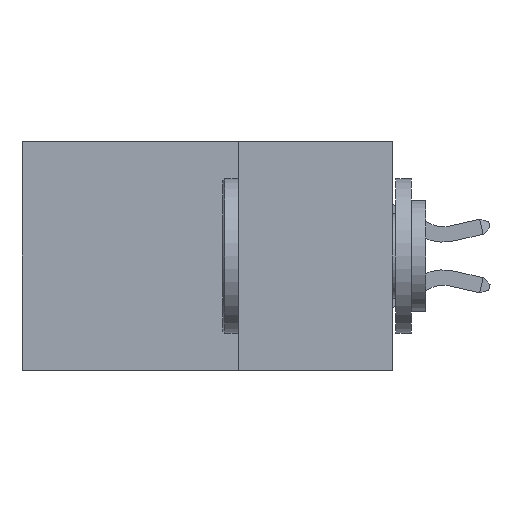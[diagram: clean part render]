
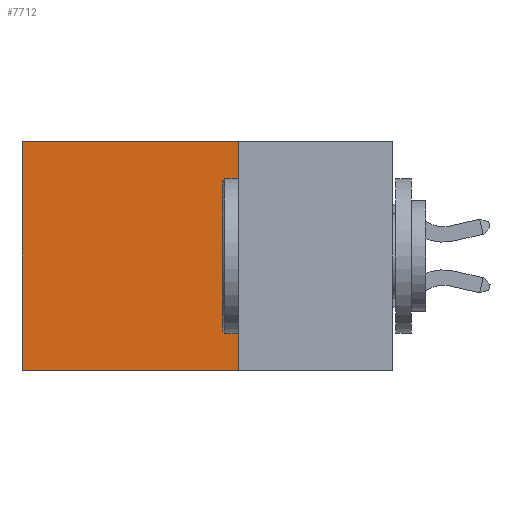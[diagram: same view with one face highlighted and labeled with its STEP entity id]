
A CAD part, left-side view. The second image highlights one B-rep face of the part: STEP entity #7712.
In plain terms, the highlighted planar face has unit normal (-1, 0, 0).
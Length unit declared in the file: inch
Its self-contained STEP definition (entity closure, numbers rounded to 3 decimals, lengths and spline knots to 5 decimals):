
#232 = AXIS2_PLACEMENT_3D ( 'NONE', #17520, #19111, #9339 ) ;
#255 = LINE ( 'NONE', #3623, #4824 ) ;
#1164 = CARTESIAN_POINT ( 'NONE',  ( 0.2875, 0.25, -0.37 ) ) ;
#1211 = VERTEX_POINT ( 'NONE', #10248 ) ;
#1632 = EDGE_CURVE ( 'NONE', #8572, #1211, #20793, .T. ) ;
#1987 = DIRECTION ( 'NONE',  ( 0., 1., 0. ) ) ;
#2870 = ORIENTED_EDGE ( 'NONE', *, *, #9313, .T. ) ;
#3623 = CARTESIAN_POINT ( 'NONE',  ( 0.2875, 0.6, 0. ) ) ;
#4824 = VECTOR ( 'NONE', #16838, 39.37008 ) ;
#5659 = DIRECTION ( 'NONE',  ( 0., 0., -1. ) ) ;
#7712 = ADVANCED_FACE ( 'NONE', ( #7916 ), #12606, .F. ) ;
#7916 = FACE_OUTER_BOUND ( 'NONE', #17311, .T. ) ;
#8043 = CARTESIAN_POINT ( 'NONE',  ( 0.2875, 0.25, 0. ) ) ;
#8572 = VERTEX_POINT ( 'NONE', #1164 ) ;
#8878 = ORIENTED_EDGE ( 'NONE', *, *, #1632, .F. ) ;
#9119 = ORIENTED_EDGE ( 'NONE', *, *, #20833, .T. ) ;
#9313 = EDGE_CURVE ( 'NONE', #13832, #9703, #15556, .T. ) ;
#9339 = DIRECTION ( 'NONE',  ( 0., 0., -1. ) ) ;
#9703 = VERTEX_POINT ( 'NONE', #20809 ) ;
#9817 = CARTESIAN_POINT ( 'NONE',  ( 0.2875, 0.25, -0.37 ) ) ;
#10022 = DIRECTION ( 'NONE',  ( 0., 1., 0. ) ) ;
#10089 = CARTESIAN_POINT ( 'NONE',  ( 0.2875, 0.25, 0. ) ) ;
#10248 = CARTESIAN_POINT ( 'NONE',  ( 0.2875, 0.6, -0.37 ) ) ;
#12398 = EDGE_CURVE ( 'NONE', #13832, #8572, #16945, .T. ) ;
#12606 = PLANE ( 'NONE',  #232 ) ;
#13128 = VECTOR ( 'NONE', #5659, 39.37008 ) ;
#13832 = VERTEX_POINT ( 'NONE', #8043 ) ;
#15511 = VECTOR ( 'NONE', #1987, 39.37008 ) ;
#15556 = LINE ( 'NONE', #10089, #18330 ) ;
#15803 = ORIENTED_EDGE ( 'NONE', *, *, #12398, .F. ) ;
#16838 = DIRECTION ( 'NONE',  ( 0., 0., -1. ) ) ;
#16945 = LINE ( 'NONE', #17321, #13128 ) ;
#17311 = EDGE_LOOP ( 'NONE', ( #9119, #8878, #15803, #2870 ) ) ;
#17321 = CARTESIAN_POINT ( 'NONE',  ( 0.2875, 0.25, 0. ) ) ;
#17520 = CARTESIAN_POINT ( 'NONE',  ( 0.2875, 0.25, 0. ) ) ;
#18330 = VECTOR ( 'NONE', #10022, 39.37008 ) ;
#19111 = DIRECTION ( 'NONE',  ( 1., 0., 0. ) ) ;
#20793 = LINE ( 'NONE', #9817, #15511 ) ;
#20809 = CARTESIAN_POINT ( 'NONE',  ( 0.2875, 0.6, 0. ) ) ;
#20833 = EDGE_CURVE ( 'NONE', #9703, #1211, #255, .T. ) ;
